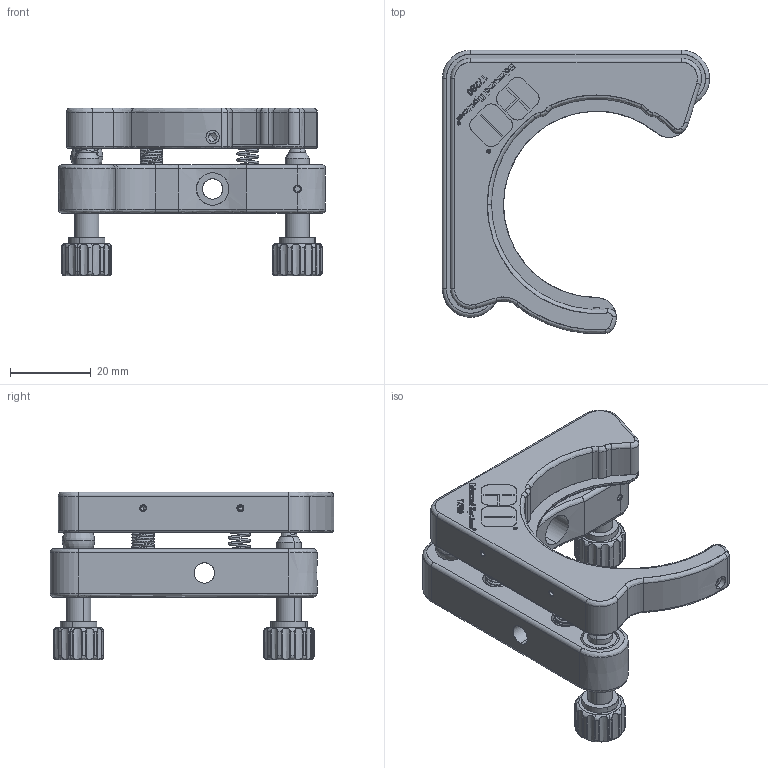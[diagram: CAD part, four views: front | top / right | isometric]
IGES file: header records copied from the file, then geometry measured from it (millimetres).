
Start section: SolidWorks IGES file using analytic representation for surfaces
Global section: file name: Web Model 17280_17280.igs; native system: SolidWorks 2018; preprocessor: SolidWorks 2018; author: JPoff; date: 210520.110043; units: millimetre
Bounding box: 66 x 70.1 x 41.5 mm (x, y, z)
Surface area: 22097.3 mm2 (no closed solid volume)
Topology: 0 solids, 0 shells, 673 faces, 9656 edges, 9612 vertices
Faces by surface type: revolution 384, bspline 289
